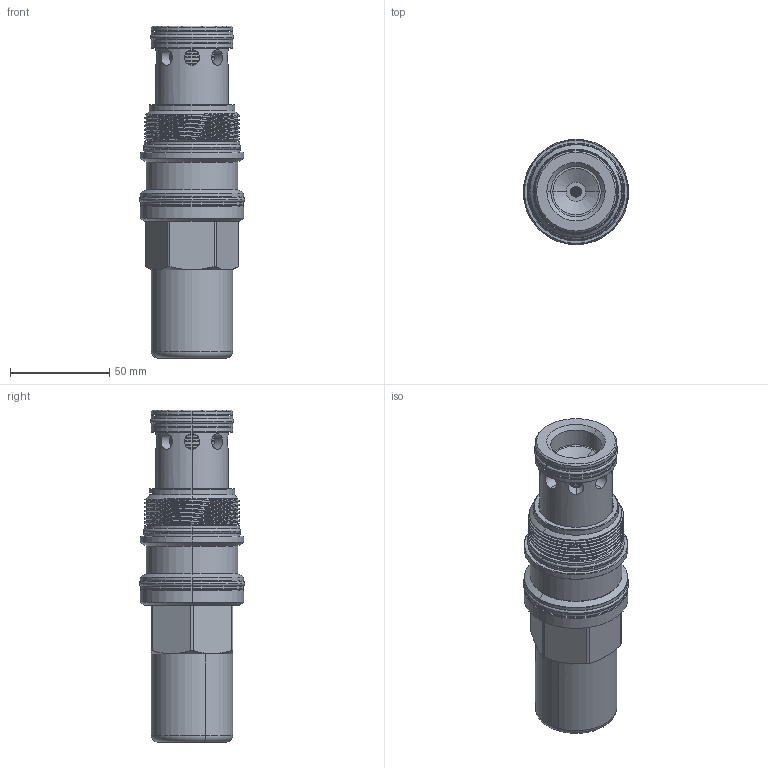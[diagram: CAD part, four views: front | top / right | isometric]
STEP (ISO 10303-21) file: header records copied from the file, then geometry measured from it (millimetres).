
FILE_DESCRIPTION (( 'STEP AP203' ), '1' );
FILE_NAME ('SP19A30-C.STEP', '2020-03-25T01:54:12', ( '' ), ( '' ), 'SwSTEP 2.0', 'SolidWorks 2018', '' );
FILE_SCHEMA (( 'CONFIG_CONTROL_DESIGN' ));
Products named in the file (1): SP19A30-C
Bounding box: 53.11 x 53.11 x 167.36 mm (x, y, z)
Volume: 209994.1 mm3; surface area: 50777.5 mm2
Topology: 9 solids, 9 shells, 864 faces, 2402 edges, 1477 vertices
Faces by surface type: cylinder 650, torus 74, plane 73, cone 54, bspline 9, sphere 4
Entity records: 60199 total; most frequent: CARTESIAN_POINT 39077, ORIENTED_EDGE 4800, DIRECTION 3612, EDGE_CURVE 2400, VERTEX_POINT 1477, AXIS2_PLACEMENT_3D 1475, EDGE_LOOP 1277, B_SPLINE_CURVE_WITH_KNOTS 1045
